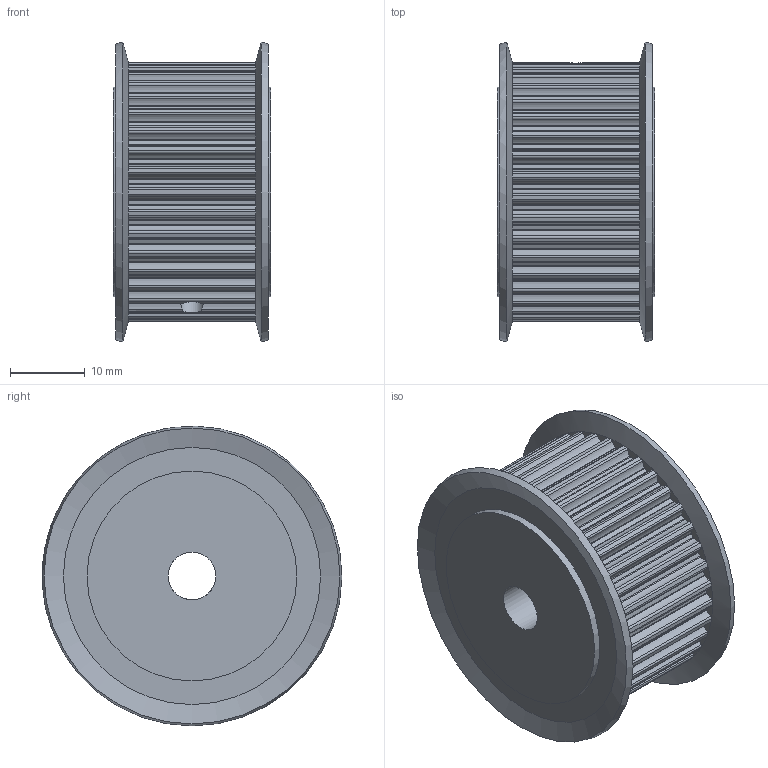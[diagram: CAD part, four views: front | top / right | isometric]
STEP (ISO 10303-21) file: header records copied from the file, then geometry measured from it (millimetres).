
FILE_DESCRIPTION(/* description */ ('STEP AP214'),/* implementation_level */ '2;1');
FILE_NAME(/* name */ 'HTPA37S3M150-A-P6.35',/* time_stamp */ '2025-01-28T20:37:39+01:00',/* author */ ('License CC BY-ND 4.0'),/* organization */ ('CADENAS'),/* preprocessor_version */ 'ST-DEVELOPER v19.3',/* originating_system */ 'PARTsolutions',/* authorisation */ ' ');
FILE_SCHEMA (('AUTOMOTIVE_DESIGN {1 0 10303 214 3 1 1}'));
Length unit declared in the file: millimetre
Products named in the file (3): HTPA37S3M150-A-P6.35; HTPA37S3M150-A-P6.35_b; SET-SCREW4-3
Assembly tree (3 placements, depth 2):
  HTPA37S3M150-A-P6.35
    HTPA37S3M150-A-P6.35_b
    SET-SCREW4-3  x2
Bounding box: 21 x 40 x 40 mm (x, y, z)
Volume: 17821.2 mm3; surface area: 6969.8 mm2
Topology: 3 solids, 3 shells, 435 faces, 1121 edges, 691 vertices
Faces by surface type: cylinder 317, plane 106, cone 12
Full cylindrical faces by diameter (mm): 3.242 x2, 4 x2, 6.35 x1, 28 x2
Entity records: 12943 total; most frequent: DIRECTION 2554, CARTESIAN_POINT 2260, ORIENTED_EDGE 2116, AXIS2_PLACEMENT_3D 1109, EDGE_CURVE 1058, CIRCLE 688, VERTEX_POINT 661, FACE_BOUND 439
